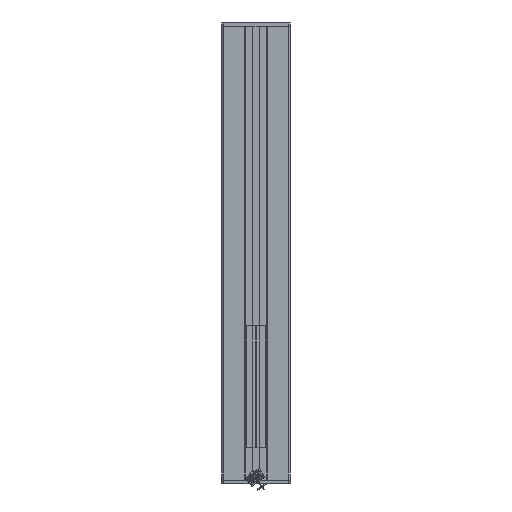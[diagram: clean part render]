
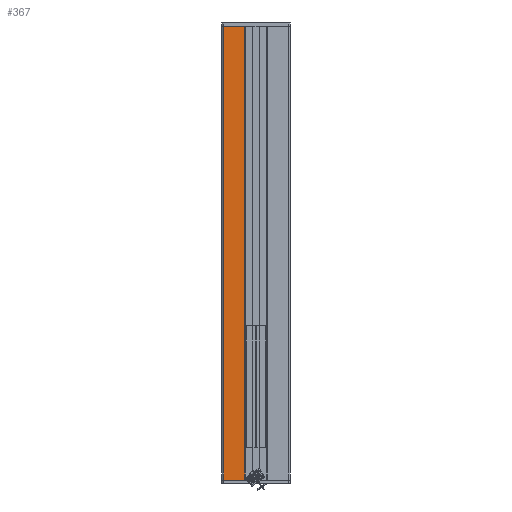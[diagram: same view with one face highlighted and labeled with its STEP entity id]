
A CAD part, front view. The second image highlights one B-rep face of the part: STEP entity #367.
In plain terms, the highlighted planar face has unit normal (0, -1, 0).
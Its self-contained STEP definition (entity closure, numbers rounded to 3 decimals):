
#367 = ADVANCED_FACE ( 'NONE', ( #24982 ), #34601, .F. ) ;
#2964 = ORIENTED_EDGE ( 'NONE', *, *, #48943, .F. ) ;
#4464 = VECTOR ( 'NONE', #48744, 1000. ) ;
#13481 = CARTESIAN_POINT ( 'NONE',  ( -15., -45., 595. ) ) ;
#18393 = DIRECTION ( 'NONE',  ( 0., 0., 1. ) ) ;
#22367 = EDGE_CURVE ( 'NONE', #43072, #48051, #28541, .T. ) ;
#24982 = FACE_OUTER_BOUND ( 'NONE', #31106, .T. ) ;
#26019 = VECTOR ( 'NONE', #37997, 1000. ) ;
#28119 = ORIENTED_EDGE ( 'NONE', *, *, #22367, .T. ) ;
#28541 = LINE ( 'NONE', #54366, #4464 ) ;
#28903 = VERTEX_POINT ( 'NONE', #44479 ) ;
#31106 = EDGE_LOOP ( 'NONE', ( #51434, #43809, #2964, #28119 ) ) ;
#31167 = DIRECTION ( 'NONE',  ( 1., 0., 0. ) ) ;
#31318 = VECTOR ( 'NONE', #43967, 1000. ) ;
#33629 = CARTESIAN_POINT ( 'NONE',  ( 0., -45., 595. ) ) ;
#34601 = PLANE ( 'NONE',  #39795 ) ;
#35863 = CARTESIAN_POINT ( 'NONE',  ( -15., -45., 595. ) ) ;
#37997 = DIRECTION ( 'NONE',  ( 0., 0., 1. ) ) ;
#39320 = CARTESIAN_POINT ( 'NONE',  ( 0., -45., 0. ) ) ;
#39795 = AXIS2_PLACEMENT_3D ( 'NONE', #33629, #54827, #18393 ) ;
#42395 = CARTESIAN_POINT ( 'NONE',  ( -42., -45., 0. ) ) ;
#42982 = LINE ( 'NONE', #13481, #26019 ) ;
#43072 = VERTEX_POINT ( 'NONE', #55769 ) ;
#43809 = ORIENTED_EDGE ( 'NONE', *, *, #49551, .T. ) ;
#43967 = DIRECTION ( 'NONE',  ( 1., 0., 0. ) ) ;
#44047 = VERTEX_POINT ( 'NONE', #35863 ) ;
#44479 = CARTESIAN_POINT ( 'NONE',  ( -15., -45., 0. ) ) ;
#46751 = LINE ( 'NONE', #56668, #63122 ) ;
#48051 = VERTEX_POINT ( 'NONE', #42395 ) ;
#48744 = DIRECTION ( 'NONE',  ( 0., 0., -1. ) ) ;
#48943 = EDGE_CURVE ( 'NONE', #43072, #44047, #46751, .T. ) ;
#49551 = EDGE_CURVE ( 'NONE', #28903, #44047, #42982, .T. ) ;
#49680 = EDGE_CURVE ( 'NONE', #48051, #28903, #65513, .T. ) ;
#51434 = ORIENTED_EDGE ( 'NONE', *, *, #49680, .T. ) ;
#54366 = CARTESIAN_POINT ( 'NONE',  ( -42., -45., 595. ) ) ;
#54827 = DIRECTION ( 'NONE',  ( 0., 1., 0. ) ) ;
#55769 = CARTESIAN_POINT ( 'NONE',  ( -42., -45., 595. ) ) ;
#56668 = CARTESIAN_POINT ( 'NONE',  ( 0., -45., 595. ) ) ;
#63122 = VECTOR ( 'NONE', #31167, 1000. ) ;
#65513 = LINE ( 'NONE', #39320, #31318 ) ;
